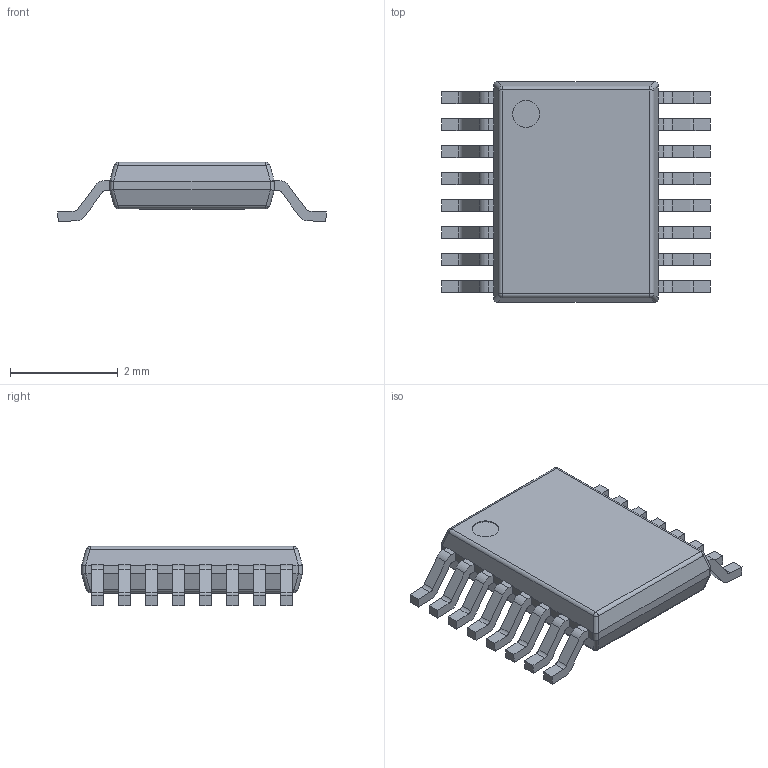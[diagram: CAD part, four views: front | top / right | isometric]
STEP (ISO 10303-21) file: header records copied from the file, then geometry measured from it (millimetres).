
FILE_DESCRIPTION(/* description */ (''),/* implementation_level */ '2;1');
FILE_NAME(/* name */ 'LTC - MSOP-16.step',/* time_stamp */ '2019-11-23T08:14:05+00:00',/* author */ (''),/* organization */ (''),/* preprocessor_version */ 'ST-DEVELOPER v18',/* originating_system */ 'Autodesk Translation Framework v8.12.0.6',/* authorisation */ '');
FILE_SCHEMA (('AUTOMOTIVE_DESIGN { 1 0 10303 214 3 1 1 }'));
Length unit declared in the file: millimetre
Products named in the file (1): LTC - MSOP-16
Bounding box: 4.98 x 4.09 x 1.1 mm (x, y, z)
Volume: 11 mm3; surface area: 49.9 mm2
Topology: 1 solids, 1 shells, 289 faces, 831 edges, 546 vertices
Faces by surface type: plane 196, cylinder 85, sphere 8
Full cylindrical faces by diameter (mm): 0.5 x1
Entity records: 9540 total; most frequent: CARTESIAN_POINT 1667, ORIENTED_EDGE 1662, DIRECTION 1589, EDGE_CURVE 831, LINE 653, VECTOR 653, VERTEX_POINT 546, AXIS2_PLACEMENT_3D 468
